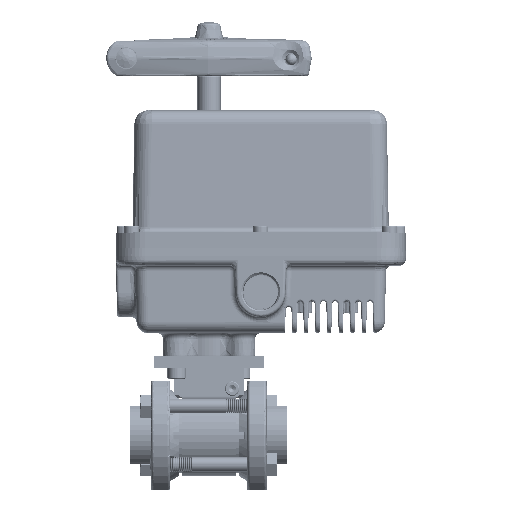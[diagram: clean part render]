
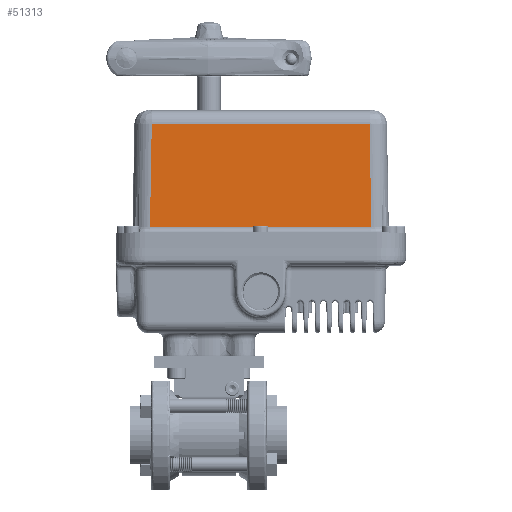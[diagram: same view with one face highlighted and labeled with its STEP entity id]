
A CAD part, top view. The second image highlights one B-rep face of the part: STEP entity #51313.
In plain terms, the highlighted planar face has unit normal (0, 0.018, 1).
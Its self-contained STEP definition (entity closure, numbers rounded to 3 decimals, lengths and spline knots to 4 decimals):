
#10916 = EDGE_CURVE ( 'NONE', #100039, #15657, #68524, .T. ) ;
#12336 = VERTEX_POINT ( 'NONE', #123644 ) ;
#12617 = AXIS2_PLACEMENT_3D ( 'NONE', #63379, #62476, #62631 ) ;
#15657 = VERTEX_POINT ( 'NONE', #18118 ) ;
#16174 = ORIENTED_EDGE ( 'NONE', *, *, #68129, .T. ) ;
#18118 = CARTESIAN_POINT ( 'NONE',  ( 3.4974, 4.4878, 2.4624 ) ) ;
#20623 = CARTESIAN_POINT ( 'NONE',  ( 3.4997, 4.3585, 2.4646 ) ) ;
#23271 = ORIENTED_EDGE ( 'NONE', *, *, #78535, .T. ) ;
#24595 = LINE ( 'NONE', #42682, #49765 ) ;
#33961 = CARTESIAN_POINT ( 'NONE',  ( -1.2704, 4.4878, 2.4624 ) ) ;
#37215 = CARTESIAN_POINT ( 'NONE',  ( -1.2266, 6.7027, 2.4237 ) ) ;
#42682 = CARTESIAN_POINT ( 'NONE',  ( -1.271, 4.4548, 2.4629 ) ) ;
#45874 = LINE ( 'NONE', #37215, #74243 ) ;
#49765 = VECTOR ( 'NONE', #52948, 39.3701 ) ;
#51313 = ADVANCED_FACE ( 'NONE', ( #65164 ), #72338, .T. ) ;
#52948 = DIRECTION ( 'NONE',  ( -0.017, -1., 0.017 ) ) ;
#56078 = CARTESIAN_POINT ( 'NONE',  ( 3.8745, 4.4878, 2.4624 ) ) ;
#58381 = DIRECTION ( 'NONE',  ( 1., 0., 0. ) ) ;
#58725 = DIRECTION ( 'NONE',  ( -1., 0., 0. ) ) ;
#62476 = DIRECTION ( 'NONE',  ( 0., 0.017, 1. ) ) ;
#62631 = DIRECTION ( 'NONE',  ( 0., -1., 0.017 ) ) ;
#63379 = CARTESIAN_POINT ( 'NONE',  ( 3.8745, 4.365, 2.4645 ) ) ;
#65164 = FACE_OUTER_BOUND ( 'NONE', #108125, .T. ) ;
#68129 = EDGE_CURVE ( 'NONE', #12336, #94988, #45874, .T. ) ;
#68524 = LINE ( 'NONE', #56078, #125299 ) ;
#72338 = PLANE ( 'NONE',  #12617 ) ;
#74243 = VECTOR ( 'NONE', #58725, 39.3701 ) ;
#78535 = EDGE_CURVE ( 'NONE', #15657, #12336, #89881, .T. ) ;
#81734 = ORIENTED_EDGE ( 'NONE', *, *, #10916, .T. ) ;
#84763 = DIRECTION ( 'NONE',  ( -0.017, 1., -0.017 ) ) ;
#89881 = LINE ( 'NONE', #20623, #118254 ) ;
#94988 = VERTEX_POINT ( 'NONE', #120918 ) ;
#100039 = VERTEX_POINT ( 'NONE', #33961 ) ;
#108125 = EDGE_LOOP ( 'NONE', ( #129976, #81734, #23271, #16174 ) ) ;
#115313 = EDGE_CURVE ( 'NONE', #94988, #100039, #24595, .T. ) ;
#118254 = VECTOR ( 'NONE', #84763, 39.3701 ) ;
#120918 = CARTESIAN_POINT ( 'NONE',  ( -1.2318, 6.7027, 2.4237 ) ) ;
#123644 = CARTESIAN_POINT ( 'NONE',  ( 3.4588, 6.7027, 2.4237 ) ) ;
#125299 = VECTOR ( 'NONE', #58381, 39.3701 ) ;
#129976 = ORIENTED_EDGE ( 'NONE', *, *, #115313, .T. ) ;
